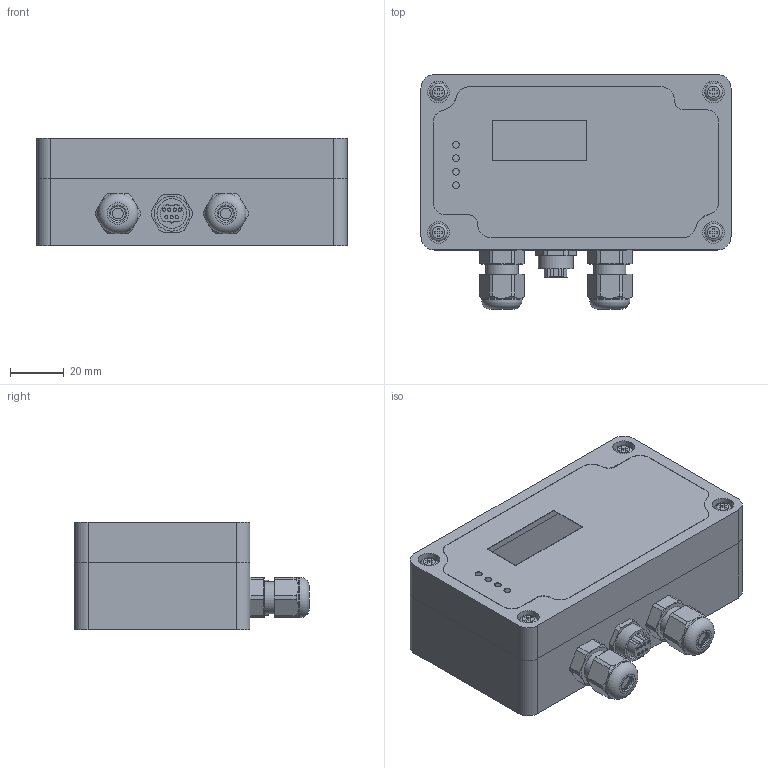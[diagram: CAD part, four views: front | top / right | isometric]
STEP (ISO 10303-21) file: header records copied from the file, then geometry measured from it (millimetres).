
FILE_DESCRIPTION(/* description */ (''),/* implementation_level */ '2;1');
FILE_NAME(/* name */ 'Mi-xxxC0xx.step',/* time_stamp */ '2021-07-20T10:27:04+02:00',/* author */ (''),/* organization */ (''),/* preprocessor_version */ 'ST-DEVELOPER v18.1',/* originating_system */ 'Autodesk Translation Framework v10.9.0.1377',/* authorisation */ '');
FILE_SCHEMA (('AUTOMOTIVE_DESIGN { 1 0 10303 214 3 1 1 }'));
Length unit declared in the file: millimetre
Products named in the file (4): Mi-xxxC0xx; M12_dlawnica; sruba_M4; E2-xx
Assembly tree (7 placements, depth 2):
  Mi-xxxC0xx
    M12_dlawnica  x2
    sruba_M4  x4
    E2-xx
Bounding box: 115 x 87 x 40 mm (x, y, z)
Volume: 84165.5 mm3; surface area: 68667.9 mm2
Topology: 10 solids, 10 shells, 393 faces, 948 edges, 618 vertices
Faces by surface type: plane 203, cylinder 142, cone 32, torus 16
Full cylindrical faces by diameter (mm): 1.2 x7, 2.5 x4, 4 x14, 5 x2, 5.5 x2, 6.5 x4, 8 x8, 9.957 x2, 10 x3, 11 x1, 12 x5, 13 x1, 15 x2
Entity records: 8417 total; most frequent: DIRECTION 1490, CARTESIAN_POINT 1466, ORIENTED_EDGE 1354, EDGE_CURVE 677, AXIS2_PLACEMENT_3D 553, VERTEX_POINT 445, LINE 384, VECTOR 384
